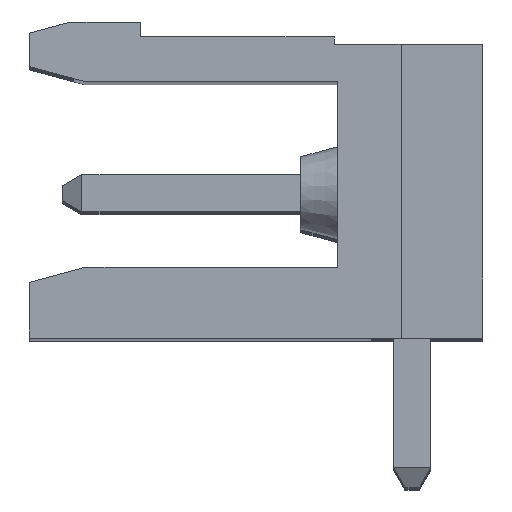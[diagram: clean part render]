
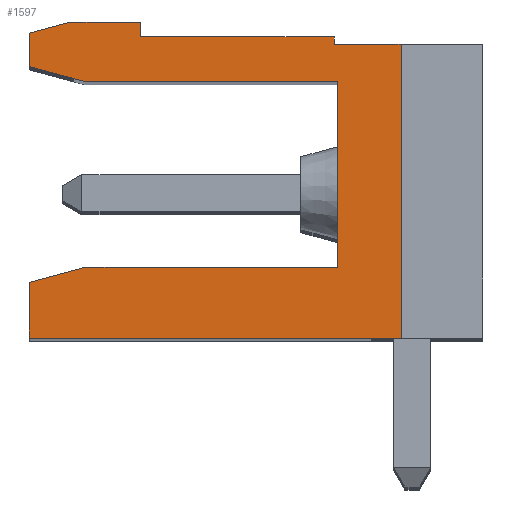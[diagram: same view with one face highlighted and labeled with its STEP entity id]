
A CAD part, top view. The second image highlights one B-rep face of the part: STEP entity #1597.
In plain terms, the highlighted planar face has unit normal (0, 0, 1).
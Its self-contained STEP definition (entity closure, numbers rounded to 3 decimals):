
#1597 = ADVANCED_FACE( '', ( #3249 ), #3250, .T. );
#3249 = FACE_OUTER_BOUND( '', #4947, .T. );
#3250 = PLANE( '', #4948 );
#4947 = EDGE_LOOP( '', ( #9763, #9764, #9765, #9766, #9767, #9768, #9769, #9770, #9771, #9772, #9773, #9774, #9775, #9776, #9777 ) );
#4948 = AXIS2_PLACEMENT_3D( '', #9778, #9779, #9780 );
#9763 = ORIENTED_EDGE( '', *, *, #12012, .T. );
#9764 = ORIENTED_EDGE( '', *, *, #10870, .T. );
#9765 = ORIENTED_EDGE( '', *, *, #11470, .T. );
#9766 = ORIENTED_EDGE( '', *, *, #10417, .T. );
#9767 = ORIENTED_EDGE( '', *, *, #10299, .F. );
#9768 = ORIENTED_EDGE( '', *, *, #10786, .T. );
#9769 = ORIENTED_EDGE( '', *, *, #11324, .F. );
#9770 = ORIENTED_EDGE( '', *, *, #10668, .F. );
#9771 = ORIENTED_EDGE( '', *, *, #11404, .F. );
#9772 = ORIENTED_EDGE( '', *, *, #11435, .T. );
#9773 = ORIENTED_EDGE( '', *, *, #11515, .T. );
#9774 = ORIENTED_EDGE( '', *, *, #10891, .T. );
#9775 = ORIENTED_EDGE( '', *, *, #11650, .T. );
#9776 = ORIENTED_EDGE( '', *, *, #11947, .T. );
#9777 = ORIENTED_EDGE( '', *, *, #11047, .T. );
#9778 = CARTESIAN_POINT( '', ( 194.225, 204.71, 55.88 ) );
#9779 = DIRECTION( '', ( 0., 0., 1. ) );
#9780 = DIRECTION( '', ( 1., 0., 0. ) );
#10299 = EDGE_CURVE( '', #12439, #12441, #12442, .T. );
#10417 = EDGE_CURVE( '', #12650, #12441, #12651, .T. );
#10668 = EDGE_CURVE( '', #13061, #13064, #13065, .T. );
#10786 = EDGE_CURVE( '', #12439, #13253, #13254, .T. );
#10870 = EDGE_CURVE( '', #13379, #13383, #13385, .T. );
#10891 = EDGE_CURVE( '', #13413, #13415, #13417, .T. );
#11047 = EDGE_CURVE( '', #13659, #13657, #13660, .T. );
#11324 = EDGE_CURVE( '', #13064, #13253, #14055, .T. );
#11404 = EDGE_CURVE( '', #14164, #13061, #14167, .T. );
#11435 = EDGE_CURVE( '', #14164, #14204, #14207, .T. );
#11470 = EDGE_CURVE( '', #13383, #12650, #14253, .T. );
#11515 = EDGE_CURVE( '', #14204, #13413, #14313, .T. );
#11650 = EDGE_CURVE( '', #13415, #14471, #14473, .T. );
#11947 = EDGE_CURVE( '', #14471, #13659, #14815, .T. );
#12012 = EDGE_CURVE( '', #13657, #13379, #14882, .T. );
#12439 = VERTEX_POINT( '', #15494 );
#12441 = VERTEX_POINT( '', #15497 );
#12442 = LINE( '', #15498, #15499 );
#12650 = VERTEX_POINT( '', #15804 );
#12651 = LINE( '', #15805, #15806 );
#13061 = VERTEX_POINT( '', #16399 );
#13064 = VERTEX_POINT( '', #16403 );
#13065 = LINE( '', #16404, #16405 );
#13253 = VERTEX_POINT( '', #16683 );
#13254 = LINE( '', #16684, #16685 );
#13379 = VERTEX_POINT( '', #16875 );
#13383 = VERTEX_POINT( '', #16881 );
#13385 = LINE( '', #16884, #16885 );
#13413 = VERTEX_POINT( '', #16923 );
#13415 = VERTEX_POINT( '', #16926 );
#13417 = LINE( '', #16929, #16930 );
#13657 = VERTEX_POINT( '', #17289 );
#13659 = VERTEX_POINT( '', #17292 );
#13660 = LINE( '', #17293, #17294 );
#14055 = LINE( '', #17897, #17898 );
#14164 = VERTEX_POINT( '', #18069 );
#14167 = LINE( '', #18073, #18074 );
#14204 = VERTEX_POINT( '', #18133 );
#14207 = LINE( '', #18137, #18138 );
#14253 = LINE( '', #18206, #18207 );
#14313 = LINE( '', #18303, #18304 );
#14471 = VERTEX_POINT( '', #18549 );
#14473 = LINE( '', #18552, #18553 );
#14815 = LINE( '', #19052, #19053 );
#14882 = LINE( '', #19137, #19138 );
#15494 = CARTESIAN_POINT( '', ( 204.225, 196.21, 55.88 ) );
#15497 = CARTESIAN_POINT( '', ( 194.225, 196.21, 55.88 ) );
#15498 = CARTESIAN_POINT( '', ( 194.225, 196.21, 55.88 ) );
#15499 = VECTOR( '', #19370, 1000. );
#15804 = CARTESIAN_POINT( '', ( 194.225, 197.708, 55.88 ) );
#15805 = CARTESIAN_POINT( '', ( 194.225, 204.31, 55.88 ) );
#15806 = VECTOR( '', #19474, 1000. );
#16399 = CARTESIAN_POINT( '', ( 202.425, 204.31, 55.88 ) );
#16403 = CARTESIAN_POINT( '', ( 202.425, 204.11, 55.88 ) );
#16404 = CARTESIAN_POINT( '', ( 202.425, 204.11, 55.88 ) );
#16405 = VECTOR( '', #19710, 1000. );
#16683 = CARTESIAN_POINT( '', ( 204.225, 204.11, 55.88 ) );
#16684 = CARTESIAN_POINT( '', ( 204.225, 204.71, 55.88 ) );
#16685 = VECTOR( '', #19810, 1000. );
#16875 = CARTESIAN_POINT( '', ( 202.525, 198.11, 55.88 ) );
#16881 = CARTESIAN_POINT( '', ( 195.725, 198.11, 55.88 ) );
#16884 = CARTESIAN_POINT( '', ( 194.225, 198.11, 55.88 ) );
#16885 = VECTOR( '', #19876, 1000. );
#16923 = CARTESIAN_POINT( '', ( 195.345, 204.71, 55.88 ) );
#16926 = CARTESIAN_POINT( '', ( 194.225, 204.41, 55.88 ) );
#16929 = CARTESIAN_POINT( '', ( 194.225, 204.41, 55.88 ) );
#16930 = VECTOR( '', #19898, 1000. );
#17289 = CARTESIAN_POINT( '', ( 202.525, 203.11, 55.88 ) );
#17292 = CARTESIAN_POINT( '', ( 195.718, 203.11, 55.88 ) );
#17293 = CARTESIAN_POINT( '', ( 194.225, 203.11, 55.88 ) );
#17294 = VECTOR( '', #20022, 1000. );
#17897 = CARTESIAN_POINT( '', ( 206.425, 204.11, 55.88 ) );
#17898 = VECTOR( '', #20240, 1000. );
#18069 = CARTESIAN_POINT( '', ( 197.225, 204.31, 55.88 ) );
#18073 = CARTESIAN_POINT( '', ( 202.425, 204.31, 55.88 ) );
#18074 = VECTOR( '', #20316, 1000. );
#18133 = CARTESIAN_POINT( '', ( 197.225, 204.71, 55.88 ) );
#18137 = CARTESIAN_POINT( '', ( 197.225, 204.81, 55.88 ) );
#18138 = VECTOR( '', #20337, 1000. );
#18206 = CARTESIAN_POINT( '', ( 195.976, 198.177, 55.88 ) );
#18207 = VECTOR( '', #20360, 1000. );
#18303 = CARTESIAN_POINT( '', ( 195.718, 204.71, 55.88 ) );
#18304 = VECTOR( '', #20397, 1000. );
#18549 = CARTESIAN_POINT( '', ( 194.225, 203.51, 55.88 ) );
#18552 = CARTESIAN_POINT( '', ( 194.225, 204.31, 55.88 ) );
#18553 = VECTOR( '', #20495, 1000. );
#19052 = CARTESIAN_POINT( '', ( 193.925, 203.591, 55.88 ) );
#19053 = VECTOR( '', #20674, 1000. );
#19137 = CARTESIAN_POINT( '', ( 202.525, 204.71, 55.88 ) );
#19138 = VECTOR( '', #20701, 1000. );
#19370 = DIRECTION( '', ( -1., 0., 0. ) );
#19474 = DIRECTION( '', ( 0., -1., 0. ) );
#19710 = DIRECTION( '', ( 0., -1., 0. ) );
#19810 = DIRECTION( '', ( 0., 1., 0. ) );
#19876 = DIRECTION( '', ( -1., 0., 0. ) );
#19898 = DIRECTION( '', ( -0.966, -0.259, 0. ) );
#20022 = DIRECTION( '', ( 1., 0., 0. ) );
#20240 = DIRECTION( '', ( 1., 0., 0. ) );
#20316 = DIRECTION( '', ( 1., 0., 0. ) );
#20337 = DIRECTION( '', ( 0., 1., 0. ) );
#20360 = DIRECTION( '', ( -0.966, -0.259, 0. ) );
#20397 = DIRECTION( '', ( -1., 0., 0. ) );
#20495 = DIRECTION( '', ( 0., -1., 0. ) );
#20674 = DIRECTION( '', ( 0.966, -0.259, 0. ) );
#20701 = DIRECTION( '', ( 0., -1., 0. ) );
